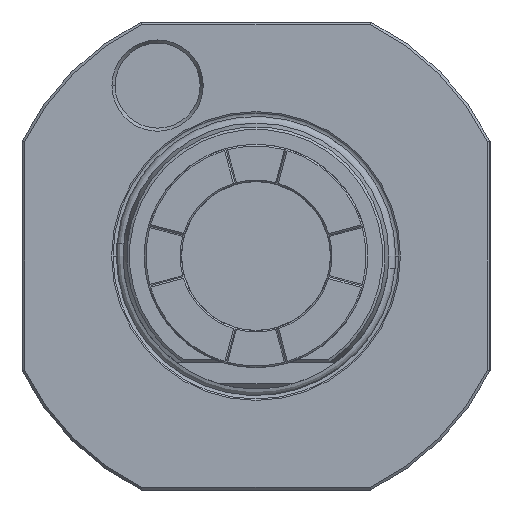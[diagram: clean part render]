
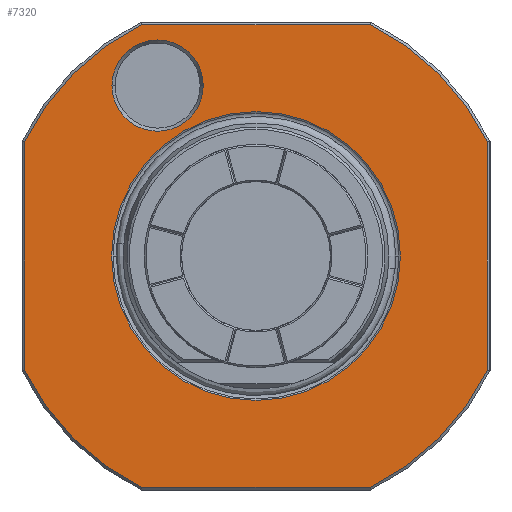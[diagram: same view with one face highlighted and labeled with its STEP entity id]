
A CAD part, left-side view. The second image highlights one B-rep face of the part: STEP entity #7320.
In plain terms, the highlighted planar face has unit normal (-1, 0, 0).
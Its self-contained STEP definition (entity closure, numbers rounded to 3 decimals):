
#206=CARTESIAN_POINT('',(-80.5,0.,0.));
#207=DIRECTION('',(1.,0.,0.));
#208=DIRECTION('',(0.,-0.897,-0.442));
#209=AXIS2_PLACEMENT_3D('',#206,#207,#208);
#211=DIRECTION('',(0.,-1.,0.));
#212=VECTOR('',#211,42.896);
#213=CARTESIAN_POINT('',(-80.5,21.448,-43.5));
#214=LINE('',#213,#212);
#215=CARTESIAN_POINT('',(-80.5,0.,0.));
#216=DIRECTION('',(1.,0.,0.));
#217=DIRECTION('',(0.,0.442,-0.897));
#218=AXIS2_PLACEMENT_3D('',#215,#216,#217);
#220=DIRECTION('',(0.,0.,-1.));
#221=VECTOR('',#220,42.896);
#222=CARTESIAN_POINT('',(-80.5,43.5,21.448));
#223=LINE('',#222,#221);
#224=CARTESIAN_POINT('',(-80.5,0.,0.));
#225=DIRECTION('',(1.,0.,0.));
#226=DIRECTION('',(0.,0.897,0.442));
#227=AXIS2_PLACEMENT_3D('',#224,#225,#226);
#229=DIRECTION('',(0.,1.,0.));
#230=VECTOR('',#229,42.896);
#231=CARTESIAN_POINT('',(-80.5,-21.448,43.5));
#232=LINE('',#231,#230);
#233=CARTESIAN_POINT('',(-80.5,0.,0.));
#234=DIRECTION('',(1.,0.,0.));
#235=DIRECTION('',(0.,-0.442,0.897));
#236=AXIS2_PLACEMENT_3D('',#233,#234,#235);
#238=DIRECTION('',(0.,0.,1.));
#239=VECTOR('',#238,42.896);
#240=CARTESIAN_POINT('',(-80.5,-43.5,
-21.448));
#241=LINE('',#240,#239);
#242=CARTESIAN_POINT('',(-80.5,0.,0.));
#243=DIRECTION('',(1.,0.,0.));
#244=DIRECTION('',(0.,-1.,0.));
#245=AXIS2_PLACEMENT_3D('',#242,#243,#244);
#247=CARTESIAN_POINT('',(-80.5,0.,0.));
#248=DIRECTION('',(1.,0.,0.));
#249=DIRECTION('',(0.,1.,0.));
#250=AXIS2_PLACEMENT_3D('',#247,#248,#249);
#252=CARTESIAN_POINT('',(-80.5,18.5,32.043));
#253=DIRECTION('',(1.,0.,0.));
#254=DIRECTION('',(0.,-1.,0.));
#255=AXIS2_PLACEMENT_3D('',#252,#253,#254);
#257=CARTESIAN_POINT('',(-80.5,18.5,32.043));
#258=DIRECTION('',(1.,0.,0.));
#259=DIRECTION('',(0.,1.,0.));
#260=AXIS2_PLACEMENT_3D('',#257,#258,#259);
#6444=CARTESIAN_POINT('',(-80.5,-27.15,0.));
#6445=CARTESIAN_POINT('',(-80.5,27.15,0.));
#6446=VERTEX_POINT('',#6444);
#6447=VERTEX_POINT('',#6445);
#6448=CARTESIAN_POINT('',(-80.5,9.923,32.043));
#6449=CARTESIAN_POINT('',(-80.5,27.077,32.043));
#6450=VERTEX_POINT('',#6448);
#6451=VERTEX_POINT('',#6449);
#6452=CARTESIAN_POINT('',(-80.5,-43.5,-21.448));
#6453=CARTESIAN_POINT('',(-80.5,-21.448,-43.5));
#6454=VERTEX_POINT('',#6452);
#6455=VERTEX_POINT('',#6453);
#6460=CARTESIAN_POINT('',(-80.5,-21.449,43.501));
#6461=CARTESIAN_POINT('',(-80.5,-43.501,21.449));
#6462=VERTEX_POINT('',#6460);
#6463=VERTEX_POINT('',#6461);
#6488=CARTESIAN_POINT('',(-80.5,43.501,21.449));
#6489=CARTESIAN_POINT('',(-80.5,21.449,43.501));
#6490=VERTEX_POINT('',#6488);
#6491=VERTEX_POINT('',#6489);
#6496=CARTESIAN_POINT('',(-80.5,21.448,-43.5));
#6497=CARTESIAN_POINT('',(-80.5,43.5,-21.448));
#6498=VERTEX_POINT('',#6496);
#6499=VERTEX_POINT('',#6497);
#7286=CARTESIAN_POINT('',(-80.5,0.,0.));
#7287=DIRECTION('',(-1.,0.,0.));
#7288=DIRECTION('',(0.,1.,0.));
#7289=AXIS2_PLACEMENT_3D('',#7286,#7287,#7288);
#7290=PLANE('',#7289);
#7292=ORIENTED_EDGE('',*,*,#7291,.T.);
#7294=ORIENTED_EDGE('',*,*,#7293,.F.);
#7296=ORIENTED_EDGE('',*,*,#7295,.T.);
#7298=ORIENTED_EDGE('',*,*,#7297,.F.);
#7300=ORIENTED_EDGE('',*,*,#7299,.T.);
#7302=ORIENTED_EDGE('',*,*,#7301,.F.);
#7303=ORIENTED_EDGE('',*,*,#7276,.T.);
#7305=ORIENTED_EDGE('',*,*,#7304,.F.);
#7306=EDGE_LOOP('',(#7292,#7294,#7296,#7298,#7300,#7302,#7303,#7305));
#7307=FACE_OUTER_BOUND('',#7306,.F.);
#7309=ORIENTED_EDGE('',*,*,#7308,.F.);
#7311=ORIENTED_EDGE('',*,*,#7310,.F.);
#7312=EDGE_LOOP('',(#7309,#7311));
#7313=FACE_BOUND('',#7312,.F.);
#7315=ORIENTED_EDGE('',*,*,#7314,.F.);
#7317=ORIENTED_EDGE('',*,*,#7316,.F.);
#7318=EDGE_LOOP('',(#7315,#7317));
#7319=FACE_BOUND('',#7318,.F.);
#210=CIRCLE('',#209,48.501);
#219=CIRCLE('',#218,48.501);
#228=CIRCLE('',#227,48.501);
#237=CIRCLE('',#236,48.501);
#246=CIRCLE('',#245,27.15);
#251=CIRCLE('',#250,27.15);
#256=CIRCLE('',#255,8.577);
#261=CIRCLE('',#260,8.577);
#7276=EDGE_CURVE('',#6462,#6463,#237,.T.);
#7291=EDGE_CURVE('',#6454,#6455,#210,.T.);
#7293=EDGE_CURVE('',#6498,#6455,#214,.T.);
#7295=EDGE_CURVE('',#6498,#6499,#219,.T.);
#7297=EDGE_CURVE('',#6490,#6499,#223,.T.);
#7299=EDGE_CURVE('',#6490,#6491,#228,.T.);
#7301=EDGE_CURVE('',#6462,#6491,#232,.T.);
#7304=EDGE_CURVE('',#6454,#6463,#241,.T.);
#7308=EDGE_CURVE('',#6446,#6447,#246,.T.);
#7310=EDGE_CURVE('',#6447,#6446,#251,.T.);
#7314=EDGE_CURVE('',#6450,#6451,#256,.T.);
#7316=EDGE_CURVE('',#6451,#6450,#261,.T.);
#7320=ADVANCED_FACE('',(#7307,#7313,#7319),#7290,.T.);
